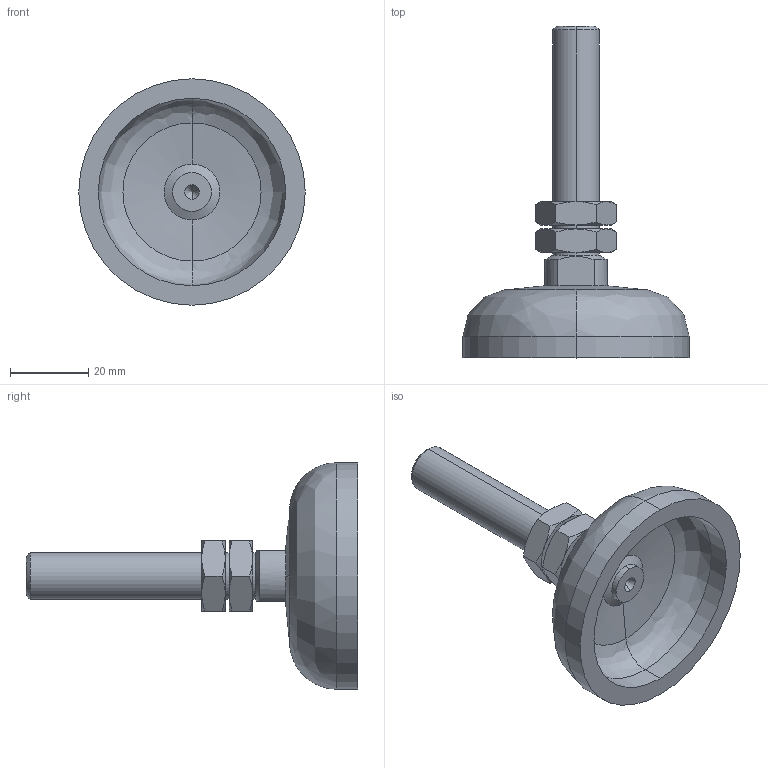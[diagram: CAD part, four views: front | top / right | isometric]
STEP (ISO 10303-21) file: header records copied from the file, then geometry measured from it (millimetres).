
FILE_DESCRIPTION (( 'STEP AP214' ), '1' );
FILE_NAME ('6411015', '2019-02-01T14:31:25', ( '' ), ('JUGARD+KÜNSTNER GmbH'), 'SwSTEP 2.0', 'SolidWorks 2017', '' );
FILE_SCHEMA (( 'AUTOMOTIVE_DESIGN' ));
Length unit declared in the file: millimetre
Products named in the file (1): 6411015_CNAJF00
Bounding box: 58 x 85 x 58 mm (x, y, z)
Volume: 30196.4 mm3; surface area: 12394.4 mm2
Topology: 1 solids, 1 shells, 76 faces, 170 edges, 101 vertices
Faces by surface type: cone 34, plane 23, cylinder 14, bspline 5
Entity records: 2357 total; most frequent: CARTESIAN_POINT 721, ORIENTED_EDGE 336, DIRECTION 328, EDGE_CURVE 168, AXIS2_PLACEMENT_3D 144, VERTEX_POINT 101, EDGE_LOOP 83, ADVANCED_FACE 76
